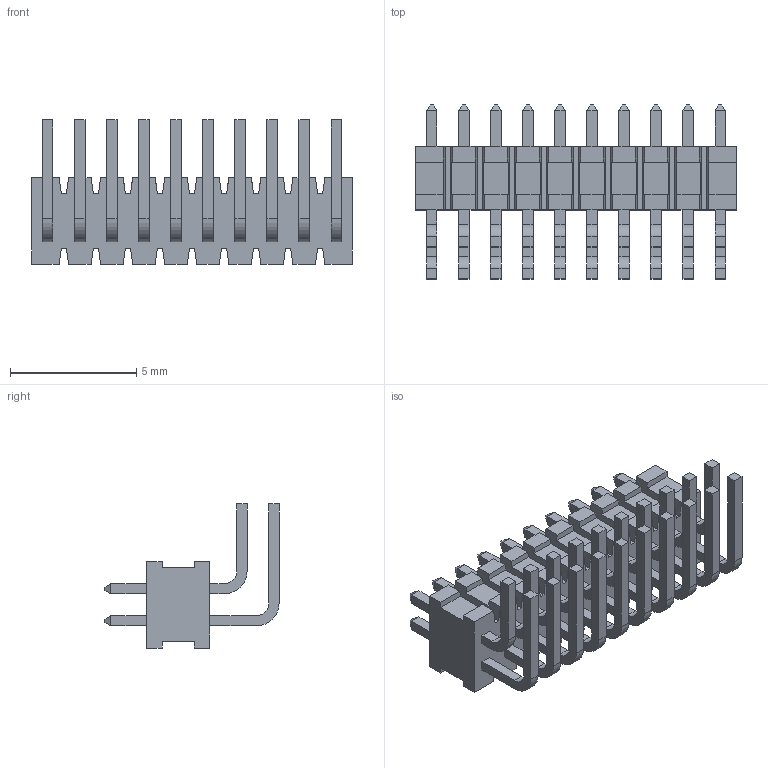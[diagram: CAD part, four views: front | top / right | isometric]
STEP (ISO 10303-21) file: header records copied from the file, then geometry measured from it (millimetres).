
FILE_DESCRIPTION (( 'STEP AP203' ), '1' );
FILE_NAME ('FTSH-110-03-X-D-RA.step', '2013-04-12T02:56:26', ( 'Test' ), ( 'SAMTEC' ), 'SwSTEP 2.0', 'SolidWorks 2012', '' );
FILE_SCHEMA (( 'CONFIG_CONTROL_DESIGN' ));
Length unit declared in the file: inch
Products named in the file (1): FTSH-110-03-X-D-RA
Bounding box: 12.7 x 6.91 x 5.71 mm (x, y, z)
Volume: 118.5 mm3; surface area: 441.1 mm2
Topology: 1 solids, 1 shells, 518 faces, 1348 edges, 872 vertices
Faces by surface type: plane 478, cylinder 40
Entity records: 15571 total; most frequent: CARTESIAN_POINT 2739, ORIENTED_EDGE 2696, DIRECTION 2466, EDGE_CURVE 1348, LINE 1268, VECTOR 1268, VERTEX_POINT 872, AXIS2_PLACEMENT_3D 599
